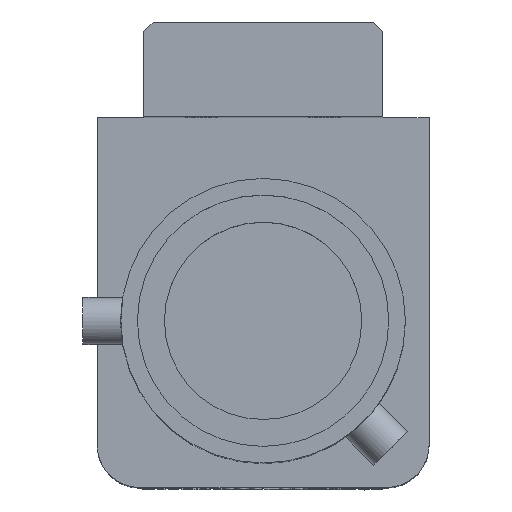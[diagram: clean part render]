
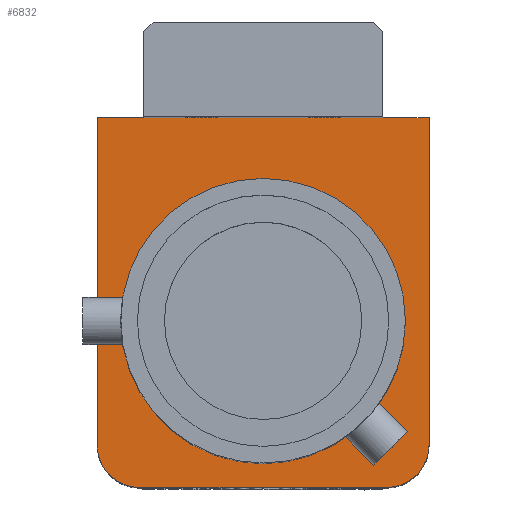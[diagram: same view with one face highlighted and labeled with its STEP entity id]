
A CAD part, top view. The second image highlights one B-rep face of the part: STEP entity #6832.
In plain terms, the highlighted planar face has unit normal (0, 0, 1).
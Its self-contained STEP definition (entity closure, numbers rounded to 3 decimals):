
#281=FACE_BOUND('',#2490,.T.);
#289=LINE('',#8763,#964);
#293=LINE('',#8771,#968);
#294=LINE('',#8775,#969);
#345=LINE('',#9030,#1020);
#348=LINE('',#9036,#1023);
#349=LINE('',#9039,#1024);
#352=LINE('',#9044,#1027);
#388=LINE('',#9637,#1063);
#392=LINE('',#9645,#1067);
#394=LINE('',#9650,#1069);
#964=VECTOR('',#7289,1000.);
#968=VECTOR('',#7293,1000.);
#969=VECTOR('',#7296,1000.);
#1020=VECTOR('',#7609,1000.);
#1023=VECTOR('',#7614,1000.);
#1024=VECTOR('',#7617,1000.);
#1027=VECTOR('',#7622,1000.);
#1063=VECTOR('',#7726,1000.);
#1067=VECTOR('',#7732,1000.);
#1069=VECTOR('',#7736,1000.);
#2037=FACE_OUTER_BOUND('',#2489,.T.);
#2489=EDGE_LOOP('',(#5821,#5822,#5823,#5824,#5825,#5826,#5827,#5828,#5829,
#5830,#5831,#5832));
#2490=EDGE_LOOP('',(#5833));
#2572=CIRCLE('',#7006,15.);
#2580=CIRCLE('',#7042,4.5);
#2582=CIRCLE('',#7045,4.5);
#2598=VERTEX_POINT('',#8761);
#2599=VERTEX_POINT('',#8762);
#2602=VERTEX_POINT('',#8768);
#2603=VERTEX_POINT('',#8770);
#2604=VERTEX_POINT('',#8772);
#2605=VERTEX_POINT('',#8774);
#2680=VERTEX_POINT('',#9034);
#2681=VERTEX_POINT('',#9038);
#2683=VERTEX_POINT('',#9046);
#2760=VERTEX_POINT('',#9636);
#2763=VERTEX_POINT('',#9644);
#2764=VERTEX_POINT('',#9648);
#2765=VERTEX_POINT('',#9649);
#3190=EDGE_CURVE('',#2598,#2599,#289,.T.);
#3194=EDGE_CURVE('',#2602,#2603,#293,.T.);
#3196=EDGE_CURVE('',#2604,#2605,#294,.T.);
#3315=EDGE_CURVE('',#2603,#2604,#345,.T.);
#3318=EDGE_CURVE('',#2680,#2602,#348,.T.);
#3319=EDGE_CURVE('',#2599,#2681,#349,.T.);
#3322=EDGE_CURVE('',#2605,#2598,#352,.T.);
#3323=EDGE_CURVE('',#2683,#2683,#2572,.T.);
#3406=EDGE_CURVE('',#2760,#2680,#388,.T.);
#3410=EDGE_CURVE('',#2681,#2763,#392,.T.);
#3412=EDGE_CURVE('',#2764,#2765,#394,.T.);
#3651=EDGE_CURVE('',#2763,#2764,#2580,.T.);
#3653=EDGE_CURVE('',#2765,#2760,#2582,.T.);
#5821=ORIENTED_EDGE('',*,*,#3318,.F.);
#5822=ORIENTED_EDGE('',*,*,#3406,.F.);
#5823=ORIENTED_EDGE('',*,*,#3653,.F.);
#5824=ORIENTED_EDGE('',*,*,#3412,.F.);
#5825=ORIENTED_EDGE('',*,*,#3651,.F.);
#5826=ORIENTED_EDGE('',*,*,#3410,.F.);
#5827=ORIENTED_EDGE('',*,*,#3319,.F.);
#5828=ORIENTED_EDGE('',*,*,#3190,.F.);
#5829=ORIENTED_EDGE('',*,*,#3322,.F.);
#5830=ORIENTED_EDGE('',*,*,#3196,.F.);
#5831=ORIENTED_EDGE('',*,*,#3315,.F.);
#5832=ORIENTED_EDGE('',*,*,#3194,.F.);
#5833=ORIENTED_EDGE('',*,*,#3323,.T.);
#6103=PLANE('',#7248);
#6832=ADVANCED_FACE('',(#2037,#281),#6103,.T.);
#7006=AXIS2_PLACEMENT_3D('',#9047,#7625,#7626);
#7042=AXIS2_PLACEMENT_3D('',#10671,#7919,#7920);
#7045=AXIS2_PLACEMENT_3D('',#10674,#7925,#7926);
#7248=AXIS2_PLACEMENT_3D('',#12869,#8714,#8715);
#7289=DIRECTION('',(1.,0.,0.));
#7293=DIRECTION('',(1.,0.,0.));
#7296=DIRECTION('',(1.,0.,0.));
#7609=DIRECTION('',(1.,0.,0.));
#7614=DIRECTION('',(1.,0.,0.));
#7617=DIRECTION('',(1.,0.,0.));
#7622=DIRECTION('',(1.,0.,0.));
#7625=DIRECTION('center_axis',(0.,0.,-1.));
#7626=DIRECTION('ref_axis',(1.,0.,0.));
#7726=DIRECTION('',(0.,1.,0.));
#7732=DIRECTION('',(0.,-1.,0.));
#7736=DIRECTION('',(-1.,0.,0.));
#7919=DIRECTION('center_axis',(0.,0.,
-1.));
#7920=DIRECTION('ref_axis',(1.,0.,0.));
#7925=DIRECTION('center_axis',(0.,0.,
-1.));
#7926=DIRECTION('ref_axis',(0.,-1.,0.));
#8714=DIRECTION('center_axis',(0.,0.,1.));
#8715=DIRECTION('ref_axis',(1.,0.,0.));
#8761=CARTESIAN_POINT('',(7.3,0.,-41.));
#8762=CARTESIAN_POINT('',(12.6,0.,-41.));
#8763=CARTESIAN_POINT('',(16.,0.,-41.));
#8768=CARTESIAN_POINT('',(-12.6,0.,-41.));
#8770=CARTESIAN_POINT('',(-7.3,0.,-41.));
#8771=CARTESIAN_POINT('',(16.,0.,-41.));
#8772=CARTESIAN_POINT('',(-5.7,0.,-41.));
#8774=CARTESIAN_POINT('',(5.7,0.,-41.));
#8775=CARTESIAN_POINT('',(16.,0.,-41.));
#9030=CARTESIAN_POINT('',(16.,0.,-41.));
#9034=CARTESIAN_POINT('',(-17.5,0.,-41.));
#9036=CARTESIAN_POINT('',(16.,0.,-41.));
#9038=CARTESIAN_POINT('',(17.5,0.,-41.));
#9039=CARTESIAN_POINT('',(16.,0.,-41.));
#9044=CARTESIAN_POINT('',(16.,0.,-41.));
#9046=CARTESIAN_POINT('',(-15.,-21.5,-41.));
#9047=CARTESIAN_POINT('Origin',(0.,-21.5,-41.));
#9636=CARTESIAN_POINT('',(-17.5,-34.5,-41.));
#9637=CARTESIAN_POINT('',(-17.5,-10.,-41.));
#9644=CARTESIAN_POINT('',(17.5,-34.5,-41.));
#9645=CARTESIAN_POINT('',(17.5,-27.75,-41.));
#9648=CARTESIAN_POINT('',(13.,-39.,-41.));
#9649=CARTESIAN_POINT('',(-13.,-39.,-41.));
#9650=CARTESIAN_POINT('',(-6.5,-39.,-41.));
#10671=CARTESIAN_POINT('Origin',(13.,-34.5,-41.));
#10674=CARTESIAN_POINT('Origin',(-13.,-34.5,-41.));
#12869=CARTESIAN_POINT('Origin',(-16.,-6.5,-41.));
